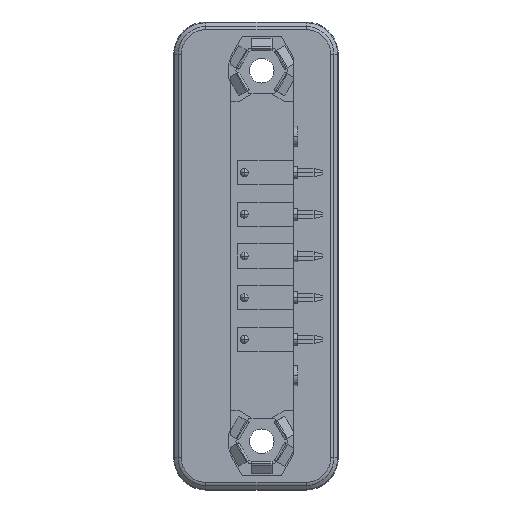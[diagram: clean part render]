
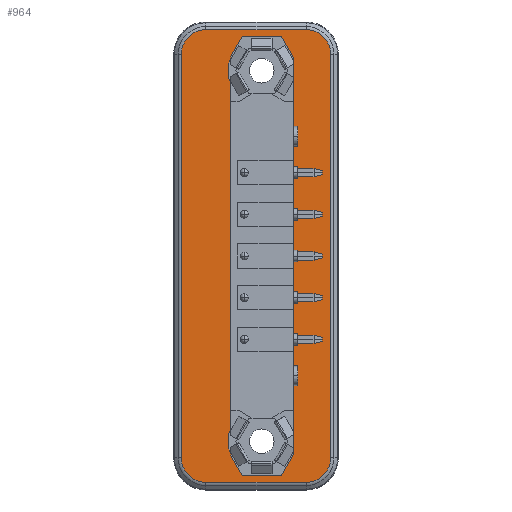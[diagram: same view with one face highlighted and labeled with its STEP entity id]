
A CAD part, left-side view. The second image highlights one B-rep face of the part: STEP entity #964.
In plain terms, the highlighted planar face has unit normal (-1, 0, 0).
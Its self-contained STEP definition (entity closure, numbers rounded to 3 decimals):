
#964=ADVANCED_FACE('',(#2418,#2419),#2420,.T.);
#2418=FACE_OUTER_BOUND('',#4379,.T.);
#2419=FACE_BOUND('',#4380,.T.);
#2420=PLANE('',#4381);
#4379=EDGE_LOOP('',(#7179,#7180,#7181,#7182,#7183,#7184,#7185,#7186));
#4380=EDGE_LOOP('',(#7187,#7188,#7189,#7190,#7191,#7192,#7193,#7194,#7195,#7196,#7197,#7198));
#4381=AXIS2_PLACEMENT_3D('',#7199,#7200,#7201);
#7179=ORIENTED_EDGE('',*,*,#12088,.F.);
#7180=ORIENTED_EDGE('',*,*,#12089,.T.);
#7181=ORIENTED_EDGE('',*,*,#11505,.T.);
#7182=ORIENTED_EDGE('',*,*,#12090,.T.);
#7183=ORIENTED_EDGE('',*,*,#11573,.F.);
#7184=ORIENTED_EDGE('',*,*,#12091,.F.);
#7185=ORIENTED_EDGE('',*,*,#12092,.F.);
#7186=ORIENTED_EDGE('',*,*,#12093,.F.);
#7187=ORIENTED_EDGE('',*,*,#11975,.T.);
#7188=ORIENTED_EDGE('',*,*,#12094,.F.);
#7189=ORIENTED_EDGE('',*,*,#12095,.F.);
#7190=ORIENTED_EDGE('',*,*,#12096,.F.);
#7191=ORIENTED_EDGE('',*,*,#11943,.F.);
#7192=ORIENTED_EDGE('',*,*,#12097,.F.);
#7193=ORIENTED_EDGE('',*,*,#12098,.T.);
#7194=ORIENTED_EDGE('',*,*,#12099,.F.);
#7195=ORIENTED_EDGE('',*,*,#11564,.F.);
#7196=ORIENTED_EDGE('',*,*,#12100,.F.);
#7197=ORIENTED_EDGE('',*,*,#12101,.F.);
#7198=ORIENTED_EDGE('',*,*,#11373,.T.);
#7199=CARTESIAN_POINT('',(-1.158,13.348,-35.23));
#7200=DIRECTION('',(-1.0,0.0,0.0));
#7201=DIRECTION('',(0.0,0.0,1.0));
#11373=EDGE_CURVE('',#13510,#13515,#13517,.T.);
#11505=EDGE_CURVE('',#13746,#13747,#13748,.T.);
#11564=EDGE_CURVE('',#13850,#13846,#13852,.T.);
#11573=EDGE_CURVE('',#13867,#13868,#13869,.T.);
#11943=EDGE_CURVE('',#14472,#14473,#14474,.T.);
#11975=EDGE_CURVE('',#13515,#14522,#14523,.T.);
#12088=EDGE_CURVE('',#14713,#14714,#14715,.T.);
#12089=EDGE_CURVE('',#14713,#13746,#14716,.T.);
#12090=EDGE_CURVE('',#13747,#13868,#14717,.T.);
#12091=EDGE_CURVE('',#14718,#13867,#14719,.T.);
#12092=EDGE_CURVE('',#14720,#14718,#14721,.T.);
#12093=EDGE_CURVE('',#14714,#14720,#14722,.T.);
#12094=EDGE_CURVE('',#14723,#14522,#14724,.T.);
#12095=EDGE_CURVE('',#14725,#14723,#14726,.T.);
#12096=EDGE_CURVE('',#14473,#14725,#14727,.T.);
#12097=EDGE_CURVE('',#14728,#14472,#14729,.T.);
#12098=EDGE_CURVE('',#14728,#14730,#14731,.T.);
#12099=EDGE_CURVE('',#13846,#14730,#14732,.T.);
#12100=EDGE_CURVE('',#14733,#13850,#14734,.T.);
#12101=EDGE_CURVE('',#13510,#14733,#14735,.T.);
#13510=VERTEX_POINT('',#16528);
#13515=VERTEX_POINT('',#16534);
#13517=CIRCLE('',#16537,4.1);
#13746=VERTEX_POINT('',#16842);
#13747=VERTEX_POINT('',#16843);
#13748=LINE('',#16844,#16845);
#13846=VERTEX_POINT('',#16980);
#13850=VERTEX_POINT('',#16986);
#13852=LINE('',#16989,#16990);
#13867=VERTEX_POINT('',#17009);
#13868=VERTEX_POINT('',#17010);
#13869=LINE('',#17011,#17012);
#14472=VERTEX_POINT('',#17825);
#14473=VERTEX_POINT('',#17826);
#14474=LINE('',#17827,#17828);
#14522=VERTEX_POINT('',#17896);
#14523=LINE('',#17897,#17898);
#14713=VERTEX_POINT('',#18160);
#14714=VERTEX_POINT('',#18161);
#14715=LINE('',#18162,#18163);
#14716=CIRCLE('',#18164,3.0);
#14717=CIRCLE('',#18165,3.0);
#14718=VERTEX_POINT('',#18166);
#14719=CIRCLE('',#18167,3.0);
#14720=VERTEX_POINT('',#18168);
#14721=LINE('',#18169,#18170);
#14722=CIRCLE('',#18171,3.0);
#14723=VERTEX_POINT('',#18172);
#14724=CIRCLE('',#18173,4.1);
#14725=VERTEX_POINT('',#18174);
#14726=LINE('',#18175,#18176);
#14727=LINE('',#18177,#18178);
#14728=VERTEX_POINT('',#18179);
#14729=LINE('',#18180,#18181);
#14730=VERTEX_POINT('',#18182);
#14731=LINE('',#18183,#18184);
#14732=LINE('',#18185,#18186);
#14733=VERTEX_POINT('',#18187);
#14734=LINE('',#18188,#18189);
#14735=LINE('',#18190,#18191);
#16528=CARTESIAN_POINT('',(-1.158,13.048,-47.674));
#16534=CARTESIAN_POINT('',(-1.158,13.048,-44.596));
#16537=AXIS2_PLACEMENT_3D('',#20609,#20610,#20611);
#16842=CARTESIAN_POINT('',(-1.158,16.048,-51.135));
#16843=CARTESIAN_POINT('',(-1.158,3.848,-51.135));
#16844=CARTESIAN_POINT('',(-1.158,-32.395,-51.135));
#16845=VECTOR('',#20769,1.0);
#16980=CARTESIAN_POINT('',(-1.158,6.863,-50.265));
#16986=CARTESIAN_POINT('',(-1.158,11.632,-50.265));
#16989=CARTESIAN_POINT('',(-1.158,-32.395,-50.265));
#16990=VECTOR('',#20831,1.0);
#17009=CARTESIAN_POINT('',(-1.158,0.848,1.025));
#17010=CARTESIAN_POINT('',(-1.158,0.848,-48.135));
#17011=CARTESIAN_POINT('',(-1.158,0.848,-28.635));
#17012=VECTOR('',#20842,1.0);
#17825=CARTESIAN_POINT('',(-1.158,6.863,3.155));
#17826=CARTESIAN_POINT('',(-1.158,11.632,3.155));
#17827=CARTESIAN_POINT('',(-1.158,-32.395,3.155));
#17828=VECTOR('',#21317,1.0);
#17896=CARTESIAN_POINT('',(-1.158,13.048,-2.514));
#17897=CARTESIAN_POINT('',(-1.158,13.048,-28.635));
#17898=VECTOR('',#21350,1.0);
#18160=CARTESIAN_POINT('',(-1.158,19.048,-48.135));
#18161=CARTESIAN_POINT('',(-1.158,19.048,1.025));
#18162=CARTESIAN_POINT('',(-1.158,19.048,-28.635));
#18163=VECTOR('',#21498,1.0);
#18164=AXIS2_PLACEMENT_3D('',#21499,#21500,#21501);
#18165=AXIS2_PLACEMENT_3D('',#21502,#21503,#21504);
#18166=CARTESIAN_POINT('',(-1.158,3.848,4.025));
#18167=AXIS2_PLACEMENT_3D('',#21505,#21506,#21507);
#18168=CARTESIAN_POINT('',(-1.158,16.048,4.025));
#18169=CARTESIAN_POINT('',(-1.158,-32.395,4.025));
#18170=VECTOR('',#21508,1.0);
#18171=AXIS2_PLACEMENT_3D('',#21509,#21510,#21511);
#18172=CARTESIAN_POINT('',(-1.158,13.048,0.564));
#18173=AXIS2_PLACEMENT_3D('',#21512,#21513,#21514);
#18174=CARTESIAN_POINT('',(-1.158,13.048,0.703));
#18175=CARTESIAN_POINT('',(-1.158,13.048,-13.395));
#18176=VECTOR('',#21515,1.0);
#18177=CARTESIAN_POINT('',(-1.158,21.187,-13.395));
#18178=VECTOR('',#21516,1.0);
#18179=CARTESIAN_POINT('',(-1.158,5.378,0.582));
#18180=CARTESIAN_POINT('',(-1.158,-2.692,-13.395));
#18181=VECTOR('',#21517,1.0);
#18182=CARTESIAN_POINT('',(-1.158,5.378,-47.692));
#18183=CARTESIAN_POINT('',(-1.158,5.378,-28.635));
#18184=VECTOR('',#21518,1.0);
#18185=CARTESIAN_POINT('',(-1.158,-5.625,-28.635));
#18186=VECTOR('',#21519,1.0);
#18187=CARTESIAN_POINT('',(-1.158,13.048,-47.813));
#18188=CARTESIAN_POINT('',(-1.158,24.12,-28.635));
#18189=VECTOR('',#21520,1.0);
#18190=CARTESIAN_POINT('',(-1.158,13.048,-28.635));
#18191=VECTOR('',#21521,1.0);
#20609=CARTESIAN_POINT('',(-1.158,9.248,-46.135));
#20610=DIRECTION('',(1.0,0.0,0.0));
#20611=DIRECTION('',(0.0,0.,-1.0));
#20769=DIRECTION('',(0.0,-1.0,0.0));
#20831=DIRECTION('',(0.0,-1.0,0.));
#20842=DIRECTION('',(0.0,0.0,-1.0));
#21317=DIRECTION('',(0.0,1.0,0.));
#21350=DIRECTION('',(0.0,0.0,1.0));
#21498=DIRECTION('',(0.0,0.0,1.0));
#21499=CARTESIAN_POINT('',(-1.158,16.048,-48.135));
#21500=DIRECTION('',(-1.0,0.0,0.0));
#21501=DIRECTION('',(0.0,-1.0,0.0));
#21502=CARTESIAN_POINT('',(-1.158,3.848,-48.135));
#21503=DIRECTION('',(-1.0,0.0,0.0));
#21504=DIRECTION('',(0.0,-1.0,0.0));
#21505=CARTESIAN_POINT('',(-1.158,3.848,1.025));
#21506=DIRECTION('',(1.0,0.0,0.0));
#21507=DIRECTION('',(0.0,-1.0,0.0));
#21508=DIRECTION('',(0.0,-1.0,0.0));
#21509=CARTESIAN_POINT('',(-1.158,16.048,1.025));
#21510=DIRECTION('',(1.0,0.0,0.0));
#21511=DIRECTION('',(0.0,-1.0,0.0));
#21512=CARTESIAN_POINT('',(-1.158,9.248,-0.975));
#21513=DIRECTION('',(-1.0,0.0,0.0));
#21514=DIRECTION('',(0.0,0.,1.0));
#21515=DIRECTION('',(0.0,0.,-1.0));
#21516=DIRECTION('',(0.0,0.5,-0.866));
#21517=DIRECTION('',(0.0,0.5,0.866));
#21518=DIRECTION('',(0.0,0.0,-1.0));
#21519=DIRECTION('',(0.0,-0.5,0.866));
#21520=DIRECTION('',(0.0,-0.5,-0.866));
#21521=DIRECTION('',(0.0,0.,-1.0));
